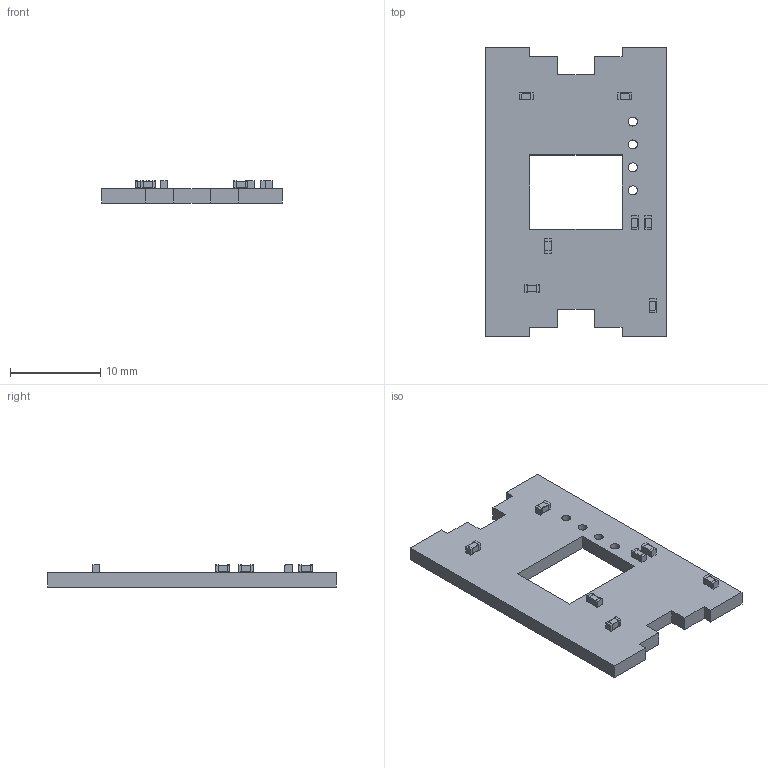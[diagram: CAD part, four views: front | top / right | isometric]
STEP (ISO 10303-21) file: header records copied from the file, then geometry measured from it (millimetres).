
FILE_DESCRIPTION(('KiCad electronic assembly'),'2;1');
FILE_NAME('TACTILE_28UFQFPN_SPI_v2.1.step','2021-12-22T09:58:16',( 'Pcbnew'),('Kicad'),'Open CASCADE STEP processor 7.5', 'KiCad to STEP converter','Unknown');
FILE_SCHEMA(('AUTOMOTIVE_DESIGN { 1 0 10303 214 1 1 1 1 }'));
Length unit declared in the file: millimetre
Products named in the file (6): TACTILE_28UFQFPN_SPI_v2.1 1; C_0603_1608Metric; SOLID; L_0603_1608Metric; TACTILE_28UFQFPN_SPI_v2.1 PCB
Assembly tree (10 placements, depth 3):
  TACTILE_28UFQFPN_SPI_v2.1 1
    C_0603_1608Metric  x6
      SOLID
    L_0603_1608Metric
      SOLID
    TACTILE_28UFQFPN_SPI_v2.1 PCB
Bounding box: 20 x 32 x 2.45 mm (x, y, z)
Volume: 833.4 mm3; surface area: 1342.1 mm2
Topology: 8 solids, 8 shells, 226 faces, 588 edges, 392 vertices
Faces by surface type: bspline 196, plane 26, cylinder 4
Full cylindrical faces by diameter (mm): 1 x4
Entity records: 5868 total; most frequent: CARTESIAN_POINT 1821, ORIENTED_EDGE 456, PCURVE 456, DEFINITIONAL_REPRESENTATION 456, B_SPLINE_CURVE_WITH_KNOTS 336, DIRECTION 334, LINE 236, VECTOR 236
